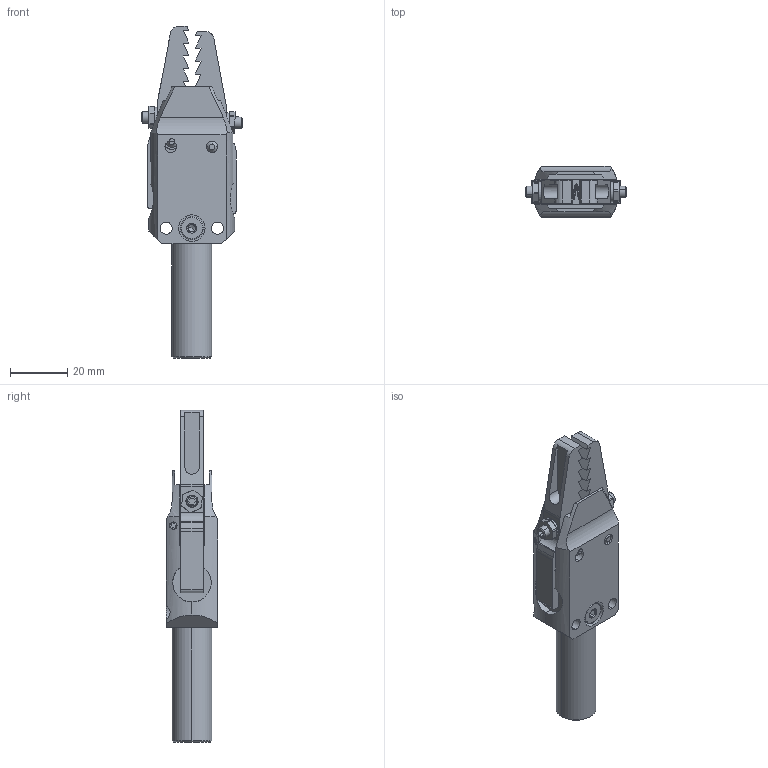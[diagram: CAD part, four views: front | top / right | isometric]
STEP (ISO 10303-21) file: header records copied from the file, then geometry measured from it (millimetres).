
FILE_DESCRIPTION (( 'STEP AP214' ), '1' );
FILE_NAME ('CA.GTS.1003.1919.STEP', '2015-12-13T09:38:24', ( '' ), ( '' ), 'SwSTEP 2.0', 'SolidWorks 2012', '' );
FILE_SCHEMA (( 'AUTOMOTIVE_DESIGN' ));
Length unit declared in the file: millimetre
Products named in the file (14): GTS.03.19; R.4.SCH; socket set screw cone point_iso_ISO 4027 - M4 x 16-N; D.4; PAP.0405504; GTS.1003.19; SP.4X18m6.LAV; socket set screw cone point_iso_ISO 4027 - M3 x 5-N; CA.08.14.013; M.5,6x22; PSP.1408255; GTS.1003.02; GTS.1003.01; CA.GTS.1003.1919
Assembly tree (20 placements, depth 3):
  CA.GTS.1003.1919
    GTS.1003.01
    GTS.1003.02  x2
    PSP.1408255  x2
    M.5,6x22
    CA.08.14.013  x2
    socket set screw cone point_iso_ISO 4027 - M3 x 5-N  x2
    SP.4X18m6.LAV  x2
    GTS.03.19  x2
      GTS.1003.19
      PAP.0405504
      D.4
      socket set screw cone point_iso_ISO 4027 - M4 x 16-N
      R.4.SCH
Bounding box: 35.14 x 18 x 116.35 mm (x, y, z)
Volume: 27635.2 mm3; surface area: 20731.8 mm2
Topology: 24 solids, 24 shells, 851 faces, 2292 edges, 1478 vertices
Faces by surface type: plane 587, cylinder 177, cone 81, torus 4, bspline 2
Entity records: 19527 total; most frequent: CARTESIAN_POINT 6410, DIRECTION 2603, ORIENTED_EDGE 2514, EDGE_CURVE 1257, AXIS2_PLACEMENT_3D 929, VERTEX_POINT 816, LINE 745, VECTOR 745
